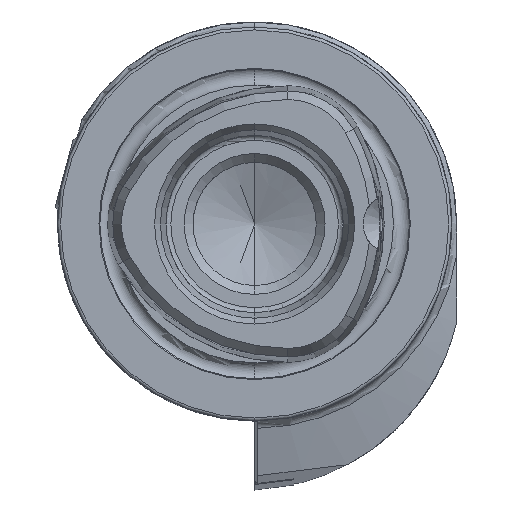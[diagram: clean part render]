
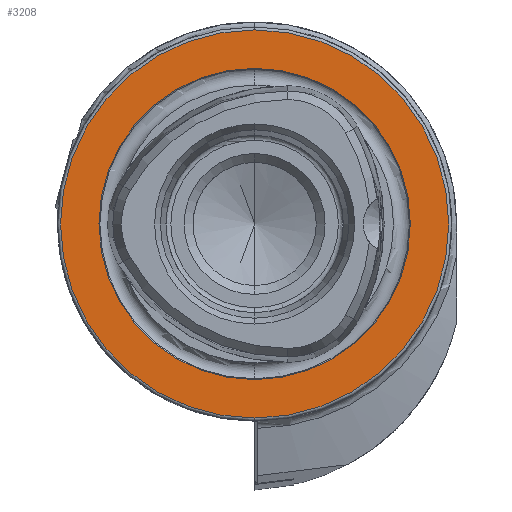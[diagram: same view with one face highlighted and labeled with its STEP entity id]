
A CAD part, left-side view. The second image highlights one B-rep face of the part: STEP entity #3208.
In plain terms, the highlighted planar face has unit normal (-1, 0, 0).
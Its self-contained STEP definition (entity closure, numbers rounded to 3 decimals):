
#197 = DIRECTION ( 'NONE',  ( -1., 0., 0. ) ) ;
#439 = CIRCLE ( 'NONE', #13092, 15.8 ) ;
#762 = EDGE_LOOP ( 'NONE', ( #8786, #9021 ) ) ;
#1047 = EDGE_CURVE ( 'NONE', #7858, #9414, #1050, .T. ) ;
#1050 = CIRCLE ( 'NONE', #6374, 15.8 ) ;
#1680 = CARTESIAN_POINT ( 'NONE',  ( 0., 0., -19.7 ) ) ;
#1717 = CARTESIAN_POINT ( 'NONE',  ( 0., 15.8, 0. ) ) ;
#2130 = DIRECTION ( 'NONE',  ( -1., 0., 0. ) ) ;
#2391 = CARTESIAN_POINT ( 'NONE',  ( 0., 0., 15.8 ) ) ;
#2710 = PLANE ( 'NONE',  #7154 ) ;
#3208 = ADVANCED_FACE ( 'NONE', ( #7169, #4477 ), #2710, .F. ) ;
#3335 = AXIS2_PLACEMENT_3D ( 'NONE', #11507, #5409, #8486 ) ;
#3396 = CIRCLE ( 'NONE', #3335, 19.7 ) ;
#3856 = DIRECTION ( 'NONE',  ( 1., 0., 0. ) ) ;
#4223 = CARTESIAN_POINT ( 'NONE',  ( 0., 0., 19.7 ) ) ;
#4477 = FACE_OUTER_BOUND ( 'NONE', #762, .T. ) ;
#4535 = VERTEX_POINT ( 'NONE', #1680 ) ;
#5409 = DIRECTION ( 'NONE',  ( -1., 0., 0. ) ) ;
#5925 = CARTESIAN_POINT ( 'NONE',  ( 0., 0., 0. ) ) ;
#6374 = AXIS2_PLACEMENT_3D ( 'NONE', #11401, #197, #7349 ) ;
#7154 = AXIS2_PLACEMENT_3D ( 'NONE', #1717, #3856, #8895 ) ;
#7169 = FACE_BOUND ( 'NONE', #9765, .T. ) ;
#7349 = DIRECTION ( 'NONE',  ( 0., 0., 1. ) ) ;
#7858 = VERTEX_POINT ( 'NONE', #9167 ) ;
#8044 = CARTESIAN_POINT ( 'NONE',  ( 0., 0., 0. ) ) ;
#8486 = DIRECTION ( 'NONE',  ( 0., 0., 1. ) ) ;
#8537 = CIRCLE ( 'NONE', #10172, 19.7 ) ;
#8706 = VERTEX_POINT ( 'NONE', #4223 ) ;
#8786 = ORIENTED_EDGE ( 'NONE', *, *, #9291, .T. ) ;
#8895 = DIRECTION ( 'NONE',  ( 0., 0., -1. ) ) ;
#9021 = ORIENTED_EDGE ( 'NONE', *, *, #10222, .T. ) ;
#9064 = DIRECTION ( 'NONE',  ( 0., 0., 1. ) ) ;
#9167 = CARTESIAN_POINT ( 'NONE',  ( 0., 0., -15.8 ) ) ;
#9291 = EDGE_CURVE ( 'NONE', #8706, #4535, #8537, .T. ) ;
#9414 = VERTEX_POINT ( 'NONE', #2391 ) ;
#9765 = EDGE_LOOP ( 'NONE', ( #10556, #12385 ) ) ;
#10117 = DIRECTION ( 'NONE',  ( -1., 0., 0. ) ) ;
#10172 = AXIS2_PLACEMENT_3D ( 'NONE', #5925, #2130, #11409 ) ;
#10222 = EDGE_CURVE ( 'NONE', #4535, #8706, #3396, .T. ) ;
#10556 = ORIENTED_EDGE ( 'NONE', *, *, #11009, .F. ) ;
#11009 = EDGE_CURVE ( 'NONE', #9414, #7858, #439, .T. ) ;
#11401 = CARTESIAN_POINT ( 'NONE',  ( 0., 0., 0. ) ) ;
#11409 = DIRECTION ( 'NONE',  ( 0., 0., 1. ) ) ;
#11507 = CARTESIAN_POINT ( 'NONE',  ( 0., 0., 0. ) ) ;
#12385 = ORIENTED_EDGE ( 'NONE', *, *, #1047, .F. ) ;
#13092 = AXIS2_PLACEMENT_3D ( 'NONE', #8044, #10117, #9064 ) ;
